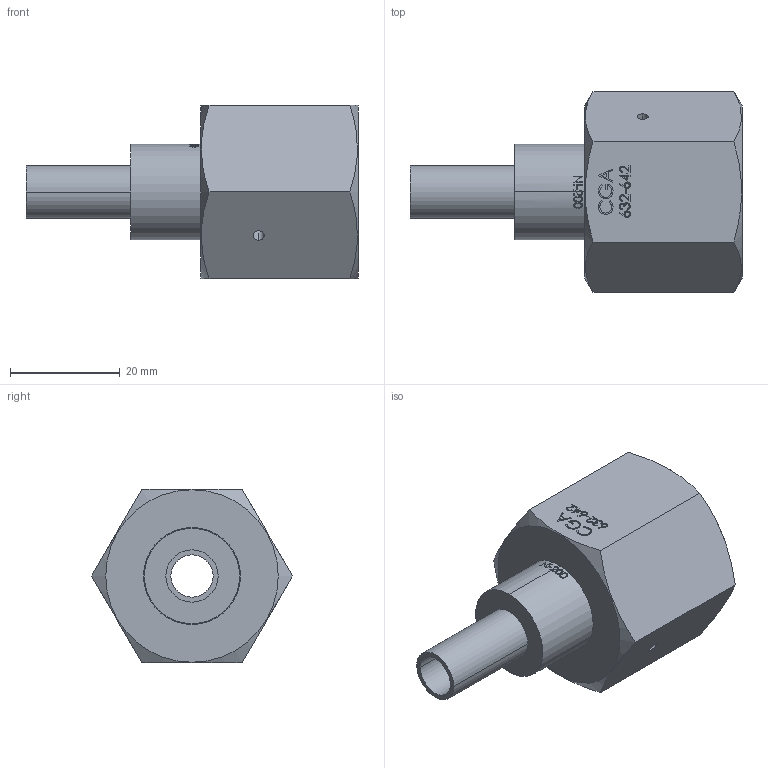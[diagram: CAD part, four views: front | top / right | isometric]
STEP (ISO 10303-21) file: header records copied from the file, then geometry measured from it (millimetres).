
FILE_DESCRIPTION (( 'STEP AP203' ), '1' );
FILE_NAME ('INL-634NI-6TS.STEP', '2025-01-15T19:58:09', ( '' ), ( '' ), 'SwSTEP 2.0', 'SolidWorks 2018', '' );
FILE_SCHEMA (( 'CONFIG_CONTROL_DESIGN' ));
Length unit declared in the file: inch
Products named in the file (3): PRT-000988; INL-634NI-6TS; PRT-001610
Assembly tree (2 placements, depth 2):
  INL-634NI-6TS
    PRT-001610
    PRT-000988
Bounding box: 60.63 x 36.66 x 31.75 mm (x, y, z)
Volume: 21656.7 mm3; surface area: 12312.4 mm2
Topology: 2 solids, 2 shells, 266 faces, 910 edges, 681 vertices
Faces by surface type: plane 92, cylinder 73, bspline 67, torus 22, cone 12
Entity records: 19560 total; most frequent: CARTESIAN_POINT 12082, ORIENTED_EDGE 1820, DIRECTION 1028, EDGE_CURVE 910, VERTEX_POINT 681, B_SPLINE_CURVE_WITH_KNOTS 432, AXIS2_PLACEMENT_3D 346, LINE 336
